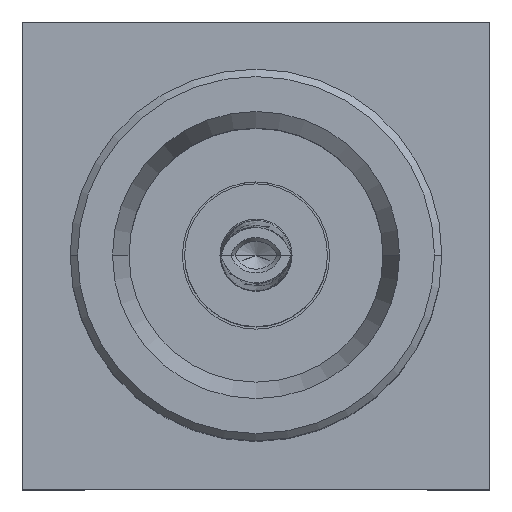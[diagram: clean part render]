
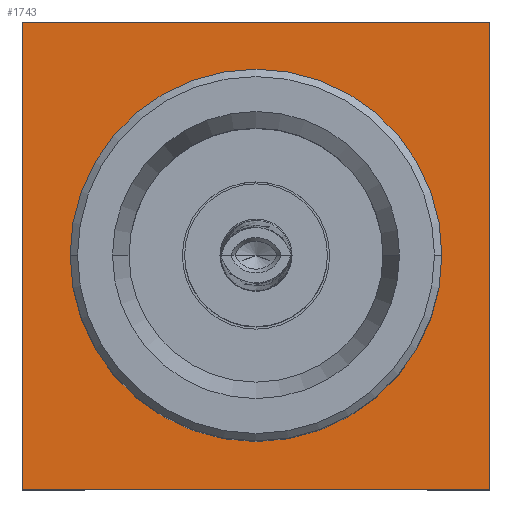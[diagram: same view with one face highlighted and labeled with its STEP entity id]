
A CAD part, top view. The second image highlights one B-rep face of the part: STEP entity #1743.
In plain terms, the highlighted planar face has unit normal (0, 0, 1).
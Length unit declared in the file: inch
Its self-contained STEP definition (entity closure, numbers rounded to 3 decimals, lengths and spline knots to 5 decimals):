
#5 = CARTESIAN_POINT ( 'NONE',  ( 0.09941, 0., -0.20079 ) ) ;
#73 = AXIS2_PLACEMENT_3D ( 'NONE', #2541, #2587, #3917 ) ;
#78 = DIRECTION ( 'NONE',  ( 0., 1., 0. ) ) ;
#143 = CARTESIAN_POINT ( 'NONE',  ( -0.125, 0., -0.20079 ) ) ;
#404 = EDGE_CURVE ( 'NONE', #1903, #2481, #4078, .T. ) ;
#503 = VERTEX_POINT ( 'NONE', #1959 ) ;
#768 = LINE ( 'NONE', #143, #4250 ) ;
#806 = DIRECTION ( 'NONE',  ( 0., 0., 1. ) ) ;
#838 = CARTESIAN_POINT ( 'NONE',  ( 0., 0., -0.20079 ) ) ;
#855 = CARTESIAN_POINT ( 'NONE',  ( -0.12539, -0.12539, -0.20079 ) ) ;
#883 = DIRECTION ( 'NONE',  ( 1., 0., 0. ) ) ;
#1135 = CARTESIAN_POINT ( 'NONE',  ( 0.125, -0.125, -0.20079 ) ) ;
#1154 = EDGE_LOOP ( 'NONE', ( #2145, #3637 ) ) ;
#1177 = ORIENTED_EDGE ( 'NONE', *, *, #2162, .T. ) ;
#1309 = VECTOR ( 'NONE', #78, 39.37008 ) ;
#1395 = PLANE ( 'NONE',  #2558 ) ;
#1486 = LINE ( 'NONE', #2452, #1571 ) ;
#1517 = ORIENTED_EDGE ( 'NONE', *, *, #1966, .T. ) ;
#1571 = VECTOR ( 'NONE', #2825, 39.37008 ) ;
#1632 = VERTEX_POINT ( 'NONE', #4054 ) ;
#1743 = ADVANCED_FACE ( 'NONE', ( #2046, #3026 ), #1395, .T. ) ;
#1903 = VERTEX_POINT ( 'NONE', #2101 ) ;
#1959 = CARTESIAN_POINT ( 'NONE',  ( -0.125, -0.125, -0.20079 ) ) ;
#1966 = EDGE_CURVE ( 'NONE', #2855, #1632, #1486, .T. ) ;
#2046 = FACE_BOUND ( 'NONE', #1154, .T. ) ;
#2047 = AXIS2_PLACEMENT_3D ( 'NONE', #838, #3899, #883 ) ;
#2101 = CARTESIAN_POINT ( 'NONE',  ( -0.09941, 0., -0.20079 ) ) ;
#2133 = DIRECTION ( 'NONE',  ( 1., 0., 0. ) ) ;
#2145 = ORIENTED_EDGE ( 'NONE', *, *, #3319, .F. ) ;
#2162 = EDGE_CURVE ( 'NONE', #3069, #2855, #2648, .T. ) ;
#2360 = CARTESIAN_POINT ( 'NONE',  ( 0.125, 0., -0.20079 ) ) ;
#2414 = EDGE_CURVE ( 'NONE', #503, #3069, #3276, .T. ) ;
#2452 = CARTESIAN_POINT ( 'NONE',  ( 0., 0.125, -0.20079 ) ) ;
#2481 = VERTEX_POINT ( 'NONE', #5 ) ;
#2512 = ORIENTED_EDGE ( 'NONE', *, *, #2678, .T. ) ;
#2541 = CARTESIAN_POINT ( 'NONE',  ( 0., 0., -0.20079 ) ) ;
#2558 = AXIS2_PLACEMENT_3D ( 'NONE', #855, #806, #2133 ) ;
#2587 = DIRECTION ( 'NONE',  ( 0., 0., 1. ) ) ;
#2625 = DIRECTION ( 'NONE',  ( 1., 0., 0. ) ) ;
#2648 = LINE ( 'NONE', #2360, #1309 ) ;
#2678 = EDGE_CURVE ( 'NONE', #1632, #503, #768, .T. ) ;
#2731 = DIRECTION ( 'NONE',  ( 0., -1., 0. ) ) ;
#2825 = DIRECTION ( 'NONE',  ( -1., 0., 0. ) ) ;
#2855 = VERTEX_POINT ( 'NONE', #3433 ) ;
#2885 = CARTESIAN_POINT ( 'NONE',  ( 0., -0.125, -0.20079 ) ) ;
#2963 = ORIENTED_EDGE ( 'NONE', *, *, #2414, .T. ) ;
#3026 = FACE_OUTER_BOUND ( 'NONE', #3089, .T. ) ;
#3069 = VERTEX_POINT ( 'NONE', #1135 ) ;
#3089 = EDGE_LOOP ( 'NONE', ( #2963, #1177, #1517, #2512 ) ) ;
#3276 = LINE ( 'NONE', #2885, #4123 ) ;
#3319 = EDGE_CURVE ( 'NONE', #2481, #1903, #3972, .T. ) ;
#3433 = CARTESIAN_POINT ( 'NONE',  ( 0.125, 0.125, -0.20079 ) ) ;
#3637 = ORIENTED_EDGE ( 'NONE', *, *, #404, .F. ) ;
#3899 = DIRECTION ( 'NONE',  ( 0., 0., 1. ) ) ;
#3917 = DIRECTION ( 'NONE',  ( 1., 0., 0. ) ) ;
#3972 = CIRCLE ( 'NONE', #2047, 0.09941 ) ;
#4054 = CARTESIAN_POINT ( 'NONE',  ( -0.125, 0.125, -0.20079 ) ) ;
#4078 = CIRCLE ( 'NONE', #73, 0.09941 ) ;
#4123 = VECTOR ( 'NONE', #2625, 39.37008 ) ;
#4250 = VECTOR ( 'NONE', #2731, 39.37008 ) ;
